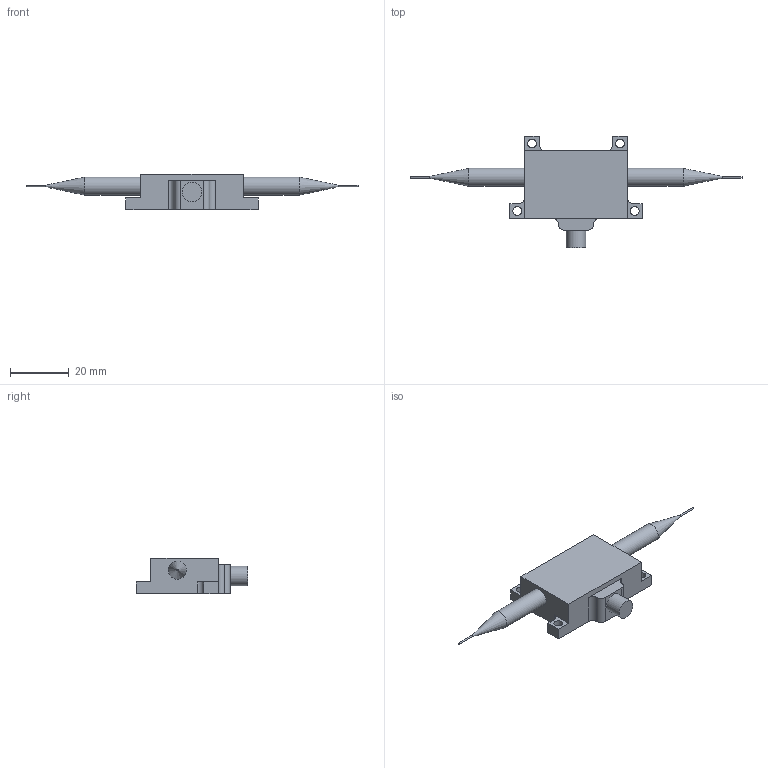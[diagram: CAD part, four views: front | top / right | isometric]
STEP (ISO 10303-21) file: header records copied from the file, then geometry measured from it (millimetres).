
FILE_DESCRIPTION (( 'STEP AP203' ), '1' );
FILE_NAME ('SW-12044.STEP', '2024-01-11T16:33:04', ( '' ), ( '' ), 'SwSTEP 2.0', 'SolidWorks 2021', '' );
FILE_SCHEMA (( 'CONFIG_CONTROL_DESIGN' ));
Length unit declared in the file: millimetre
Products named in the file (1): SW-12044
Bounding box: 113 x 38 x 12 mm (x, y, z)
Volume: 12068.1 mm3; surface area: 4699.2 mm2
Topology: 1 solids, 1 shells, 42 faces, 109 edges, 72 vertices
Faces by surface type: plane 23, cylinder 17, cone 2
Full cylindrical faces by diameter (mm): 0.5 x2, 3 x4, 6.15 x2, 6.6 x1
Entity records: 1311 total; most frequent: DIRECTION 216, CARTESIAN_POINT 209, ORIENTED_EDGE 192, EDGE_CURVE 96, AXIS2_PLACEMENT_3D 77, VERTEX_POINT 70, EDGE_LOOP 64, VECTOR 62
